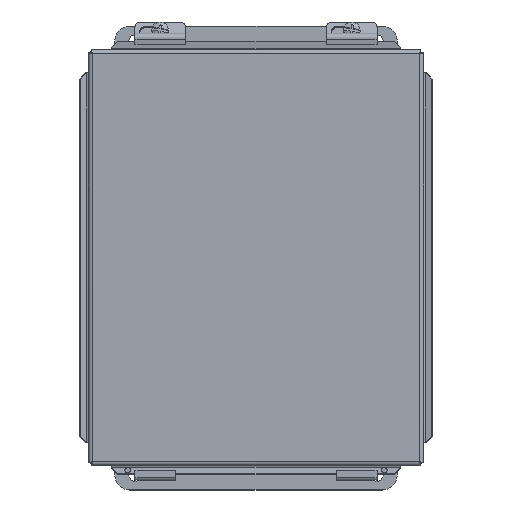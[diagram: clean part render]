
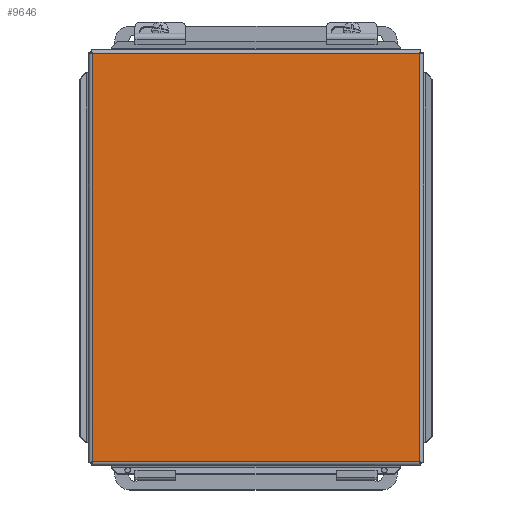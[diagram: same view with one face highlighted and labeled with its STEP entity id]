
A CAD part, top view. The second image highlights one B-rep face of the part: STEP entity #9646.
In plain terms, the highlighted face is planar.
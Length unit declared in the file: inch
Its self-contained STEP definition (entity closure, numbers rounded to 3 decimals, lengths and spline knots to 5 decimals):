
#8965=CARTESIAN_POINT('',(8.21675,0.09325,0.));
#8966=VERTEX_POINT('',#8965);
#8977=CARTESIAN_POINT('',(8.21675,10.21675,0.0));
#8978=VERTEX_POINT('',#8977);
#8979=CARTESIAN_POINT('',(8.21675,10.21675,0.0));
#8980=DIRECTION('',(0.0,-1.0,0.0));
#8981=VECTOR('',#8980,10.1235);
#8982=LINE('',#8979,#8981);
#8983=EDGE_CURVE('',#8978,#8966,#8982,.T.);
#9143=CARTESIAN_POINT('',(0.09325,0.09325,0.0));
#9144=VERTEX_POINT('',#9143);
#9155=CARTESIAN_POINT('',(8.21675,0.09325,0.0));
#9156=DIRECTION('',(-1.0,0.0,0.0));
#9157=VECTOR('',#9156,8.1235);
#9158=LINE('',#9155,#9157);
#9159=EDGE_CURVE('',#8966,#9144,#9158,.T.);
#9312=CARTESIAN_POINT('',(0.09325,10.21675,0.0));
#9313=VERTEX_POINT('',#9312);
#9324=CARTESIAN_POINT('',(0.09325,0.09325,0.0));
#9325=DIRECTION('',(0.0,1.0,0.0));
#9326=VECTOR('',#9325,10.1235);
#9327=LINE('',#9324,#9326);
#9328=EDGE_CURVE('',#9144,#9313,#9327,.T.);
#9491=CARTESIAN_POINT('',(0.09325,10.21675,0.0));
#9492=DIRECTION('',(1.0,0.0,0.0));
#9493=VECTOR('',#9492,8.1235);
#9494=LINE('',#9491,#9493);
#9495=EDGE_CURVE('',#9313,#8978,#9494,.T.);
#9635=CARTESIAN_POINT('',(4.155,5.155,0.0));
#9636=DIRECTION('',(0.0,0.0,1.0));
#9637=DIRECTION('',(1.0,0.0,0.0));
#9638=AXIS2_PLACEMENT_3D('',#9635,#9636,#9637);
#9639=PLANE('',#9638);
#9640=ORIENTED_EDGE('',*,*,#8983,.T.);
#9641=ORIENTED_EDGE('',*,*,#9159,.T.);
#9642=ORIENTED_EDGE('',*,*,#9328,.T.);
#9643=ORIENTED_EDGE('',*,*,#9495,.T.);
#9644=EDGE_LOOP('',(#9640,#9641,#9642,#9643));
#9645=FACE_OUTER_BOUND('',#9644,.T.);
#9646=ADVANCED_FACE('',(#9645),#9639,.F.);
